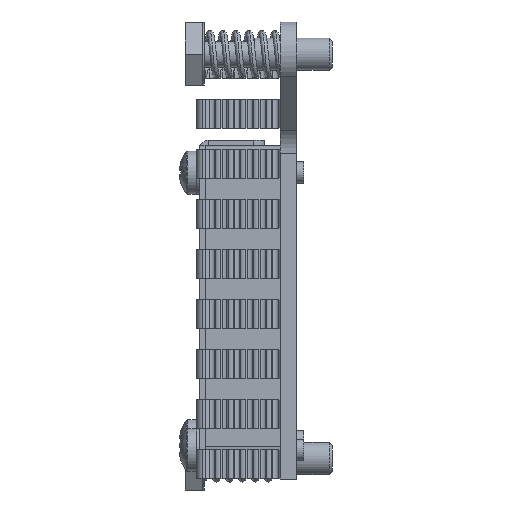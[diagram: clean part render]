
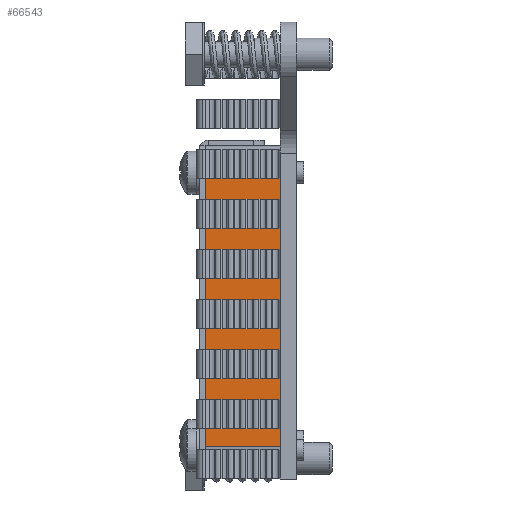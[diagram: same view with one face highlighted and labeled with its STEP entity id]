
A CAD part, left-side view. The second image highlights one B-rep face of the part: STEP entity #66543.
In plain terms, the highlighted planar face has unit normal (-1, 0, 0).
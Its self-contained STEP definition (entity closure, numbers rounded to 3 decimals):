
#2332=PLANE('',#72987);
#5703=FACE_OUTER_BOUND('',#9201,.T.);
#9201=EDGE_LOOP('',(#60834,#60835,#60836,#60837));
#15517=LINE('',#121794,#21948);
#15528=LINE('',#121835,#21959);
#15535=LINE('',#121849,#21966);
#15536=LINE('',#121851,#21967);
#21948=VECTOR('',#91689,1000.);
#21959=VECTOR('',#91724,1000.);
#21966=VECTOR('',#91743,1000.);
#21967=VECTOR('',#91746,1000.);
#31714=VERTEX_POINT('',#121791);
#31715=VERTEX_POINT('',#121793);
#31732=VERTEX_POINT('',#121832);
#31733=VERTEX_POINT('',#121834);
#41427=EDGE_CURVE('',#31715,#31714,#15517,.T.);
#41449=EDGE_CURVE('',#31732,#31733,#15528,.T.);
#41457=EDGE_CURVE('',#31732,#31715,#15535,.T.);
#41458=EDGE_CURVE('',#31733,#31714,#15536,.T.);
#60834=ORIENTED_EDGE('',*,*,#41427,.T.);
#60835=ORIENTED_EDGE('',*,*,#41458,.F.);
#60836=ORIENTED_EDGE('',*,*,#41449,.F.);
#60837=ORIENTED_EDGE('',*,*,#41457,.T.);
#66543=ADVANCED_FACE('',(#5703),#2332,.F.);
#72987=AXIS2_PLACEMENT_3D('',#121850,#91744,#91745);
#91689=DIRECTION('',(0.,0.,1.));
#91724=DIRECTION('',(0.,0.,1.));
#91743=DIRECTION('',(0.,-1.,0.));
#91744=DIRECTION('center_axis',(1.,0.,0.));
#91745=DIRECTION('ref_axis',(0.,0.,-1.));
#91746=DIRECTION('',(0.,-1.,0.));
#121791=CARTESIAN_POINT('',(-15.,0.,13.));
#121793=CARTESIAN_POINT('',(-15.,0.,-13.));
#121794=CARTESIAN_POINT('',(-15.,0.,13.));
#121832=CARTESIAN_POINT('',(-15.,7.,-13.));
#121834=CARTESIAN_POINT('',(-15.,7.,13.));
#121835=CARTESIAN_POINT('',(-15.,7.,13.));
#121849=CARTESIAN_POINT('',(-15.,7.,-13.));
#121850=CARTESIAN_POINT('Origin',(-15.,7.,13.));
#121851=CARTESIAN_POINT('',(-15.,7.,13.));
